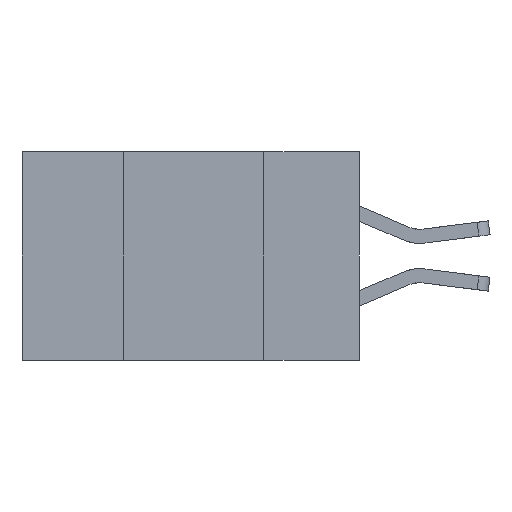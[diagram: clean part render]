
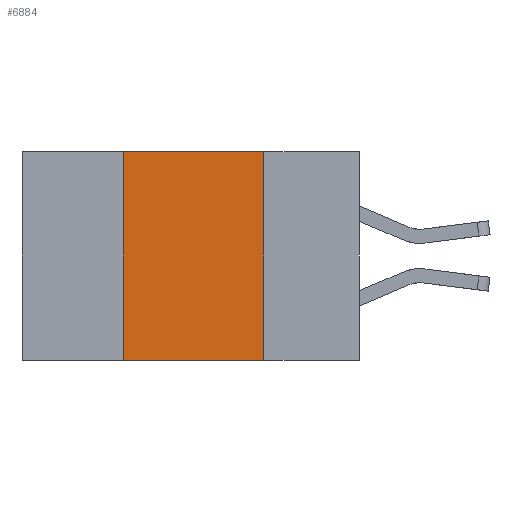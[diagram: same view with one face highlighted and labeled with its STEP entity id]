
A CAD part, left-side view. The second image highlights one B-rep face of the part: STEP entity #6884.
In plain terms, the highlighted planar face has unit normal (-1, 0, 0).
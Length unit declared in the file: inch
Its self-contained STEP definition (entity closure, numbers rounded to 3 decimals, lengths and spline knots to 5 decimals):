
#11 = VERTEX_POINT ( 'NONE', #8052 ) ;
#838 = VERTEX_POINT ( 'NONE', #13457 ) ;
#1514 = DIRECTION ( 'NONE',  ( 0., 0., -1. ) ) ;
#3031 = VECTOR ( 'NONE', #10437, 39.37008 ) ;
#3628 = VECTOR ( 'NONE', #3952, 39.37008 ) ;
#3895 = EDGE_CURVE ( 'NONE', #12725, #838, #12164, .T. ) ;
#3952 = DIRECTION ( 'NONE',  ( 0., 0., 1. ) ) ;
#4135 = VECTOR ( 'NONE', #6557, 39.37008 ) ;
#6364 = ORIENTED_EDGE ( 'NONE', *, *, #8096, .F. ) ;
#6557 = DIRECTION ( 'NONE',  ( 0., -1., 0. ) ) ;
#6884 = ADVANCED_FACE ( 'NONE', ( #15310 ), #12888, .F. ) ;
#6968 = AXIS2_PLACEMENT_3D ( 'NONE', #11624, #8985, #1514 ) ;
#7797 = ORIENTED_EDGE ( 'NONE', *, *, #9255, .T. ) ;
#8052 = CARTESIAN_POINT ( 'NONE',  ( 0., 0.17, 0. ) ) ;
#8096 = EDGE_CURVE ( 'NONE', #11, #10305, #9085, .T. ) ;
#8985 = DIRECTION ( 'NONE',  ( 1., 0., 0. ) ) ;
#9085 = LINE ( 'NONE', #13022, #14657 ) ;
#9122 = CARTESIAN_POINT ( 'NONE',  ( 0., 0.42, 0. ) ) ;
#9255 = EDGE_CURVE ( 'NONE', #12725, #10305, #14222, .T. ) ;
#9635 = ORIENTED_EDGE ( 'NONE', *, *, #3895, .F. ) ;
#9972 = CARTESIAN_POINT ( 'NONE',  ( 0., 0.17, -0.37 ) ) ;
#10305 = VERTEX_POINT ( 'NONE', #9972 ) ;
#10437 = DIRECTION ( 'NONE',  ( 0., -1., 0. ) ) ;
#10509 = DIRECTION ( 'NONE',  ( 0., 0., -1. ) ) ;
#11520 = EDGE_LOOP ( 'NONE', ( #6364, #13303, #9635, #7797 ) ) ;
#11624 = CARTESIAN_POINT ( 'NONE',  ( 0., 0.6, 0. ) ) ;
#12164 = LINE ( 'NONE', #9122, #3628 ) ;
#12547 = LINE ( 'NONE', #14209, #3031 ) ;
#12725 = VERTEX_POINT ( 'NONE', #16104 ) ;
#12888 = PLANE ( 'NONE',  #6968 ) ;
#13022 = CARTESIAN_POINT ( 'NONE',  ( 0., 0.17, 0. ) ) ;
#13303 = ORIENTED_EDGE ( 'NONE', *, *, #15626, .F. ) ;
#13457 = CARTESIAN_POINT ( 'NONE',  ( 0., 0.42, 0. ) ) ;
#14209 = CARTESIAN_POINT ( 'NONE',  ( 0., 0.6, 0. ) ) ;
#14222 = LINE ( 'NONE', #15243, #4135 ) ;
#14657 = VECTOR ( 'NONE', #10509, 39.37008 ) ;
#15243 = CARTESIAN_POINT ( 'NONE',  ( 0., 0.6, -0.37 ) ) ;
#15310 = FACE_OUTER_BOUND ( 'NONE', #11520, .T. ) ;
#15626 = EDGE_CURVE ( 'NONE', #838, #11, #12547, .T. ) ;
#16104 = CARTESIAN_POINT ( 'NONE',  ( 0., 0.42, -0.37 ) ) ;
